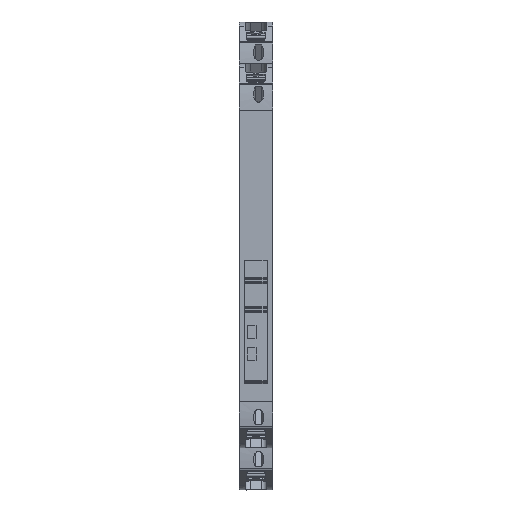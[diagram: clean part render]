
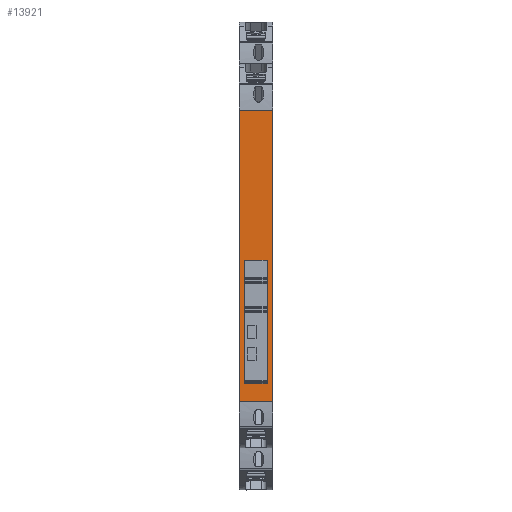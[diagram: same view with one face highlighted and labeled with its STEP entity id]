
A CAD part, top view. The second image highlights one B-rep face of the part: STEP entity #13921.
In plain terms, the highlighted planar face has unit normal (0, 0, 1).
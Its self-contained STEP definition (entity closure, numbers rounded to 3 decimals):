
#13895=AXIS2_PLACEMENT_3D('Plane Axis2P3D',#13892,#13893,#13894) ;
#758=CARTESIAN_POINT('Vertex',(6.4,72.484,62.45)) ;
#761=CARTESIAN_POINT('Line Origine',(6.4,44.684,62.45)) ;
#765=CARTESIAN_POINT('Vertex',(6.4,16.884,62.45)) ;
#13642=CARTESIAN_POINT('Vertex',(5.32,20.234,62.45)) ;
#13645=CARTESIAN_POINT('Line Origine',(5.32,32.04,62.45)) ;
#13649=CARTESIAN_POINT('Vertex',(5.32,43.847,62.45)) ;
#13704=CARTESIAN_POINT('Line Origine',(3.17,43.847,62.45)) ;
#13708=CARTESIAN_POINT('Vertex',(1.02,43.847,62.45)) ;
#13723=CARTESIAN_POINT('Line Origine',(1.02,32.04,62.45)) ;
#13727=CARTESIAN_POINT('Vertex',(1.02,20.234,62.45)) ;
#13782=CARTESIAN_POINT('Line Origine',(3.17,20.234,62.45)) ;
#13799=CARTESIAN_POINT('Line Origine',(3.72,16.884,62.45)) ;
#13803=CARTESIAN_POINT('Vertex',(0.,16.884,62.45)) ;
#13892=CARTESIAN_POINT('Axis2P3D Location',(3.21,0.884,62.45)) ;
#13897=CARTESIAN_POINT('Line Origine',(3.2,72.484,62.45)) ;
#13901=CARTESIAN_POINT('Vertex',(0.,72.484,62.45)) ;
#13904=CARTESIAN_POINT('Line Origine',(0.,44.684,62.45)) ;
#762=DIRECTION('Vector Direction',(0.,1.,0.)) ;
#13646=DIRECTION('Vector Direction',(0.,1.,0.)) ;
#13705=DIRECTION('Vector Direction',(-1.,0.,0.)) ;
#13724=DIRECTION('Vector Direction',(0.,1.,0.)) ;
#13783=DIRECTION('Vector Direction',(1.,0.,0.)) ;
#13800=DIRECTION('Vector Direction',(-1.,0.,0.)) ;
#13893=DIRECTION('Axis2P3D Direction',(0.,0.,1.)) ;
#13894=DIRECTION('Axis2P3D XDirection',(0.,1.,0.)) ;
#13898=DIRECTION('Vector Direction',(-1.,0.,0.)) ;
#13905=DIRECTION('Vector Direction',(0.,1.,0.)) ;
#763=VECTOR('Line Direction',#762,1.) ;
#13647=VECTOR('Line Direction',#13646,1.) ;
#13706=VECTOR('Line Direction',#13705,1.) ;
#13725=VECTOR('Line Direction',#13724,1.) ;
#13784=VECTOR('Line Direction',#13783,1.) ;
#13801=VECTOR('Line Direction',#13800,1.) ;
#13899=VECTOR('Line Direction',#13898,1.) ;
#13906=VECTOR('Line Direction',#13905,1.) ;
#13910=ORIENTED_EDGE('',*,*,#13903,.F.) ;
#13911=ORIENTED_EDGE('',*,*,#13908,.F.) ;
#13912=ORIENTED_EDGE('',*,*,#13805,.T.) ;
#13913=ORIENTED_EDGE('',*,*,#767,.F.) ;
#13916=ORIENTED_EDGE('',*,*,#13651,.F.) ;
#13917=ORIENTED_EDGE('',*,*,#13786,.F.) ;
#13918=ORIENTED_EDGE('',*,*,#13729,.T.) ;
#13919=ORIENTED_EDGE('',*,*,#13710,.T.) ;
#13920=FACE_BOUND('',#13915,.T.) ;
#13921=ADVANCED_FACE('Termseries',(#13914,#13920),#13896,.T.) ;
#767=EDGE_CURVE('',#759,#766,#764,.F.) ;
#13651=EDGE_CURVE('',#13643,#13650,#13648,.T.) ;
#13710=EDGE_CURVE('',#13709,#13650,#13707,.F.) ;
#13729=EDGE_CURVE('',#13728,#13709,#13726,.T.) ;
#13786=EDGE_CURVE('',#13728,#13643,#13785,.T.) ;
#13805=EDGE_CURVE('',#13804,#766,#13802,.F.) ;
#13903=EDGE_CURVE('',#13902,#759,#13900,.F.) ;
#13908=EDGE_CURVE('',#13804,#13902,#13907,.T.) ;
#13909=EDGE_LOOP('',(#13910,#13911,#13912,#13913)) ;
#13915=EDGE_LOOP('',(#13916,#13917,#13918,#13919)) ;
#13914=FACE_OUTER_BOUND('',#13909,.T.) ;
#764=LINE('Line',#761,#763) ;
#13648=LINE('Line',#13645,#13647) ;
#13707=LINE('Line',#13704,#13706) ;
#13726=LINE('Line',#13723,#13725) ;
#13785=LINE('Line',#13782,#13784) ;
#13802=LINE('Line',#13799,#13801) ;
#13900=LINE('Line',#13897,#13899) ;
#13907=LINE('Line',#13904,#13906) ;
#13896=PLANE('',#13895) ;
#759=VERTEX_POINT('',#758) ;
#766=VERTEX_POINT('',#765) ;
#13643=VERTEX_POINT('',#13642) ;
#13650=VERTEX_POINT('',#13649) ;
#13709=VERTEX_POINT('',#13708) ;
#13728=VERTEX_POINT('',#13727) ;
#13804=VERTEX_POINT('',#13803) ;
#13902=VERTEX_POINT('',#13901) ;
